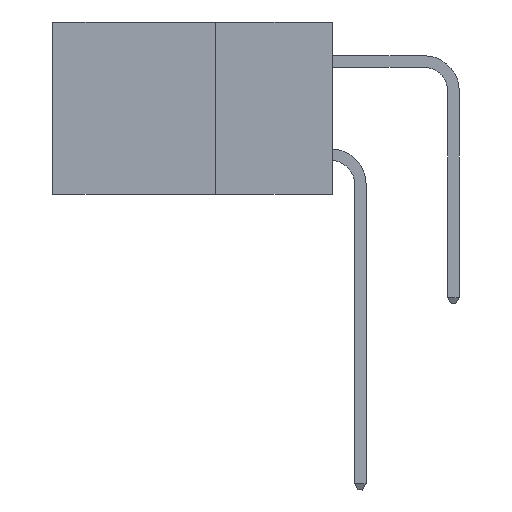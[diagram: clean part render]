
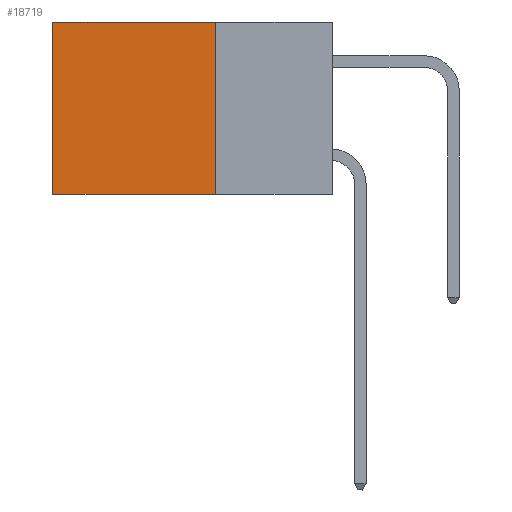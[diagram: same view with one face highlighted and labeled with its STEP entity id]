
A CAD part, left-side view. The second image highlights one B-rep face of the part: STEP entity #18719.
In plain terms, the highlighted planar face has unit normal (-1, 0, 0).
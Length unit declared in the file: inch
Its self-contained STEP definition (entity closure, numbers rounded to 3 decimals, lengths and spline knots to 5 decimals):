
#18 = EDGE_LOOP ( 'NONE', ( #23252, #20452, #13593, #23445 ) ) ;
#500 = DIRECTION ( 'NONE',  ( 0., 1., 0. ) ) ;
#846 = CARTESIAN_POINT ( 'NONE',  ( 0.2615, 0.25, 0. ) ) ;
#1139 = VECTOR ( 'NONE', #6330, 39.37008 ) ;
#6330 = DIRECTION ( 'NONE',  ( 0., 1., 0. ) ) ;
#8630 = EDGE_CURVE ( 'NONE', #11207, #17522, #24387, .T. ) ;
#10367 = CARTESIAN_POINT ( 'NONE',  ( 0.2615, 0.25, -0.37 ) ) ;
#10496 = EDGE_CURVE ( 'NONE', #18836, #21742, #12347, .T. ) ;
#11207 = VERTEX_POINT ( 'NONE', #10367 ) ;
#12347 = LINE ( 'NONE', #846, #1139 ) ;
#12686 = VECTOR ( 'NONE', #14978, 39.37008 ) ;
#13593 = ORIENTED_EDGE ( 'NONE', *, *, #21109, .F. ) ;
#13653 = CARTESIAN_POINT ( 'NONE',  ( 0.2615, 0.25, -0.37 ) ) ;
#13802 = AXIS2_PLACEMENT_3D ( 'NONE', #13653, #18217, #22006 ) ;
#14978 = DIRECTION ( 'NONE',  ( 0., 0., -1. ) ) ;
#15370 = CARTESIAN_POINT ( 'NONE',  ( 0.2615, 0.6, -0.37 ) ) ;
#15525 = DIRECTION ( 'NONE',  ( 0., 0., -1. ) ) ;
#16696 = VECTOR ( 'NONE', #15525, 39.37008 ) ;
#16975 = LINE ( 'NONE', #25193, #16696 ) ;
#17522 = VERTEX_POINT ( 'NONE', #22121 ) ;
#17699 = PLANE ( 'NONE',  #13802 ) ;
#17828 = FACE_OUTER_BOUND ( 'NONE', #18, .T. ) ;
#18217 = DIRECTION ( 'NONE',  ( 1., 0., 0. ) ) ;
#18719 = ADVANCED_FACE ( 'NONE', ( #17828 ), #17699, .F. ) ;
#18836 = VERTEX_POINT ( 'NONE', #20557 ) ;
#19823 = CARTESIAN_POINT ( 'NONE',  ( 0.2615, 0.6, 0. ) ) ;
#20452 = ORIENTED_EDGE ( 'NONE', *, *, #8630, .F. ) ;
#20557 = CARTESIAN_POINT ( 'NONE',  ( 0.2615, 0.25, 0. ) ) ;
#20669 = VECTOR ( 'NONE', #500, 39.37008 ) ;
#21109 = EDGE_CURVE ( 'NONE', #18836, #11207, #16975, .T. ) ;
#21742 = VERTEX_POINT ( 'NONE', #19823 ) ;
#22006 = DIRECTION ( 'NONE',  ( 0., 0., -1. ) ) ;
#22121 = CARTESIAN_POINT ( 'NONE',  ( 0.2615, 0.6, -0.37 ) ) ;
#23252 = ORIENTED_EDGE ( 'NONE', *, *, #25376, .T. ) ;
#23445 = ORIENTED_EDGE ( 'NONE', *, *, #10496, .T. ) ;
#24387 = LINE ( 'NONE', #24770, #20669 ) ;
#24770 = CARTESIAN_POINT ( 'NONE',  ( 0.2615, 0.25, -0.37 ) ) ;
#25193 = CARTESIAN_POINT ( 'NONE',  ( 0.2615, 0.25, -0.37 ) ) ;
#25301 = LINE ( 'NONE', #15370, #12686 ) ;
#25376 = EDGE_CURVE ( 'NONE', #21742, #17522, #25301, .T. ) ;
